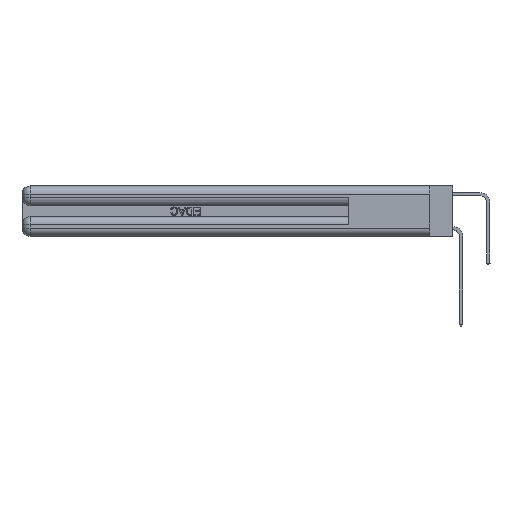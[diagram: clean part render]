
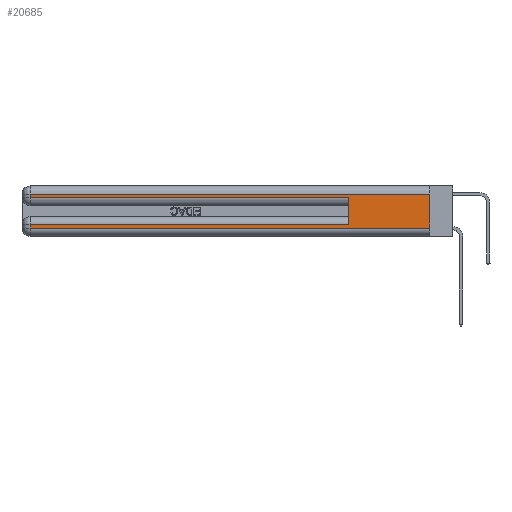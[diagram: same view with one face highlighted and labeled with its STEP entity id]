
A CAD part, left-side view. The second image highlights one B-rep face of the part: STEP entity #20685.
In plain terms, the highlighted planar face has unit normal (-1, 0, 0).
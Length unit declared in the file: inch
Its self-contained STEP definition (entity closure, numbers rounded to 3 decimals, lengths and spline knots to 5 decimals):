
#481 = DIRECTION ( 'NONE',  ( 0., 0., 1. ) ) ;
#779 = VECTOR ( 'NONE', #14326, 39.37008 ) ;
#1131 = VERTEX_POINT ( 'NONE', #24717 ) ;
#1738 = CARTESIAN_POINT ( 'NONE',  ( 0., 2.94, 0.37 ) ) ;
#1817 = CARTESIAN_POINT ( 'NONE',  ( 0., 0., 0.06 ) ) ;
#1958 = EDGE_CURVE ( 'NONE', #14763, #31180, #5969, .T. ) ;
#2445 = LINE ( 'NONE', #13041, #31074 ) ;
#2646 = EDGE_CURVE ( 'NONE', #18639, #11356, #29457, .T. ) ;
#2784 = CARTESIAN_POINT ( 'NONE',  ( 0., 0., 0.06 ) ) ;
#2796 = DIRECTION ( 'NONE',  ( 0., -1., 0. ) ) ;
#4385 = ORIENTED_EDGE ( 'NONE', *, *, #30744, .F. ) ;
#4830 = ORIENTED_EDGE ( 'NONE', *, *, #2646, .T. ) ;
#5125 = DIRECTION ( 'NONE',  ( 0., -1., 0. ) ) ;
#5750 = ORIENTED_EDGE ( 'NONE', *, *, #30524, .T. ) ;
#5969 = LINE ( 'NONE', #13681, #30685 ) ;
#7127 = DIRECTION ( 'NONE',  ( 0., 0., -1. ) ) ;
#7134 = EDGE_LOOP ( 'NONE', ( #13861, #31118, #5750, #30900, #4385, #13455, #17941, #4830 ) ) ;
#7615 = LINE ( 'NONE', #19693, #20132 ) ;
#8800 = EDGE_CURVE ( 'NONE', #25421, #31973, #26116, .T. ) ;
#8893 = DIRECTION ( 'NONE',  ( 1., 0., 0. ) ) ;
#9116 = CARTESIAN_POINT ( 'NONE',  ( 0., 0.6, 0.285 ) ) ;
#10010 = CARTESIAN_POINT ( 'NONE',  ( 0., 2.94, 0.06 ) ) ;
#10120 = DIRECTION ( 'NONE',  ( 0., 0., -1. ) ) ;
#10298 = CARTESIAN_POINT ( 'NONE',  ( 0., 2.94, 0.285 ) ) ;
#11356 = VERTEX_POINT ( 'NONE', #1817 ) ;
#11563 = CARTESIAN_POINT ( 'NONE',  ( 0., 0.6, 0.085 ) ) ;
#12349 = CARTESIAN_POINT ( 'NONE',  ( 0., 0., 0.285 ) ) ;
#12540 = LINE ( 'NONE', #1738, #779 ) ;
#13041 = CARTESIAN_POINT ( 'NONE',  ( 0., 0., 0.37 ) ) ;
#13092 = VERTEX_POINT ( 'NONE', #11563 ) ;
#13455 = ORIENTED_EDGE ( 'NONE', *, *, #25813, .T. ) ;
#13681 = CARTESIAN_POINT ( 'NONE',  ( 0., 0., 0.31 ) ) ;
#13861 = ORIENTED_EDGE ( 'NONE', *, *, #23493, .F. ) ;
#13950 = VECTOR ( 'NONE', #2796, 39.37008 ) ;
#14326 = DIRECTION ( 'NONE',  ( 0., 0., -1. ) ) ;
#14485 = CARTESIAN_POINT ( 'NONE',  ( 0., 2.94, 0.31 ) ) ;
#14536 = VECTOR ( 'NONE', #5125, 39.37008 ) ;
#14763 = VERTEX_POINT ( 'NONE', #18740 ) ;
#16995 = CARTESIAN_POINT ( 'NONE',  ( 0., 0., 0.37 ) ) ;
#17051 = FACE_OUTER_BOUND ( 'NONE', #7134, .T. ) ;
#17167 = LINE ( 'NONE', #17669, #30130 ) ;
#17669 = CARTESIAN_POINT ( 'NONE',  ( 0., 0., 0.085 ) ) ;
#17941 = ORIENTED_EDGE ( 'NONE', *, *, #24832, .T. ) ;
#17945 = PLANE ( 'NONE',  #27728 ) ;
#18639 = VERTEX_POINT ( 'NONE', #10010 ) ;
#18740 = CARTESIAN_POINT ( 'NONE',  ( 0., 0., 0.31 ) ) ;
#19693 = CARTESIAN_POINT ( 'NONE',  ( 0., 2.94, 0.37 ) ) ;
#20132 = VECTOR ( 'NONE', #24787, 39.37008 ) ;
#20685 = ADVANCED_FACE ( 'NONE', ( #17051 ), #17945, .F. ) ;
#21674 = VECTOR ( 'NONE', #481, 39.37008 ) ;
#23493 = EDGE_CURVE ( 'NONE', #14763, #11356, #2445, .T. ) ;
#24717 = CARTESIAN_POINT ( 'NONE',  ( 0., 2.94, 0.085 ) ) ;
#24787 = DIRECTION ( 'NONE',  ( 0., 0., -1. ) ) ;
#24832 = EDGE_CURVE ( 'NONE', #1131, #18639, #12540, .T. ) ;
#25188 = DIRECTION ( 'NONE',  ( 0., 1., 0. ) ) ;
#25421 = VERTEX_POINT ( 'NONE', #10298 ) ;
#25813 = EDGE_CURVE ( 'NONE', #13092, #1131, #17167, .T. ) ;
#26116 = LINE ( 'NONE', #12349, #13950 ) ;
#27728 = AXIS2_PLACEMENT_3D ( 'NONE', #16995, #8893, #7127 ) ;
#29457 = LINE ( 'NONE', #2784, #14536 ) ;
#29951 = LINE ( 'NONE', #30743, #21674 ) ;
#30130 = VECTOR ( 'NONE', #25188, 39.37008 ) ;
#30524 = EDGE_CURVE ( 'NONE', #31180, #25421, #7615, .T. ) ;
#30685 = VECTOR ( 'NONE', #31252, 39.37008 ) ;
#30743 = CARTESIAN_POINT ( 'NONE',  ( 0., 0.6, 0.145 ) ) ;
#30744 = EDGE_CURVE ( 'NONE', #13092, #31973, #29951, .T. ) ;
#30900 = ORIENTED_EDGE ( 'NONE', *, *, #8800, .T. ) ;
#31074 = VECTOR ( 'NONE', #10120, 39.37008 ) ;
#31118 = ORIENTED_EDGE ( 'NONE', *, *, #1958, .T. ) ;
#31180 = VERTEX_POINT ( 'NONE', #14485 ) ;
#31252 = DIRECTION ( 'NONE',  ( 0., 1., 0. ) ) ;
#31973 = VERTEX_POINT ( 'NONE', #9116 ) ;
